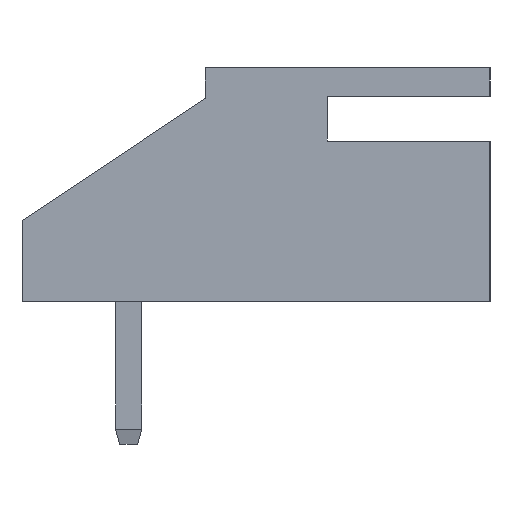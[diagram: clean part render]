
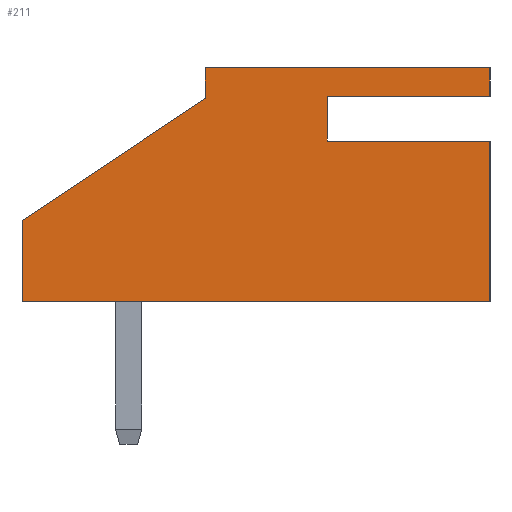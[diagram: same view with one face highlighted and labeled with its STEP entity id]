
A CAD part, left-side view. The second image highlights one B-rep face of the part: STEP entity #211.
In plain terms, the highlighted planar face has unit normal (-1, 0, 0).
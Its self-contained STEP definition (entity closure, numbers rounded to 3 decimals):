
#211=ADVANCED_FACE('',(#2166),#2168,.T.);
#2166=FACE_BOUND('',#2167,.T.);
#2167=EDGE_LOOP('',(#3750,#3751,#3752,#3753,#3754,#3755,#3756,#3757,#3758,#3759));
#2168=PLANE('',#2169);
#2169=AXIS2_PLACEMENT_3D('',#2170,#2171,#2172);
#2170=CARTESIAN_POINT('',(-2.5,0.,0.));
#2171=DIRECTION('',(-1.,0.,0.));
#2172=DIRECTION('',(0.,0.,1.));
#3750=ORIENTED_EDGE('',*,*,#4820,.T.);
#3751=ORIENTED_EDGE('',*,*,#4747,.T.);
#3752=ORIENTED_EDGE('',*,*,#4819,.T.);
#3753=ORIENTED_EDGE('',*,*,#4798,.T.);
#3754=ORIENTED_EDGE('',*,*,#4821,.T.);
#3755=ORIENTED_EDGE('',*,*,#4822,.T.);
#3756=ORIENTED_EDGE('',*,*,#4823,.T.);
#3757=ORIENTED_EDGE('',*,*,#4824,.T.);
#3758=ORIENTED_EDGE('',*,*,#4825,.T.);
#3759=ORIENTED_EDGE('',*,*,#4826,.T.);
#4747=EDGE_CURVE('',#5316,#5314,#5317,.F.);
#4798=EDGE_CURVE('',#5415,#5413,#5416,.T.);
#4819=EDGE_CURVE('',#5314,#5415,#5444,.T.);
#4820=EDGE_CURVE('',#5445,#5316,#5446,.F.);
#4821=EDGE_CURVE('',#5413,#5447,#5448,.T.);
#4822=EDGE_CURVE('',#5447,#5449,#5450,.T.);
#4823=EDGE_CURVE('',#5449,#5451,#5452,.T.);
#4824=EDGE_CURVE('',#5451,#5453,#5454,.T.);
#4825=EDGE_CURVE('',#5453,#5455,#5456,.T.);
#4826=EDGE_CURVE('',#5455,#5445,#5457,.F.);
#5314=VERTEX_POINT('',#6245);
#5316=VERTEX_POINT('',#6249);
#5317=LINE('',#6250,#6251);
#5413=VERTEX_POINT('',#6447);
#5415=VERTEX_POINT('',#6451);
#5416=LINE('',#6452,#6453);
#5444=LINE('',#6523,#6524);
#5445=VERTEX_POINT('',#6526);
#5446=LINE('',#6527,#6528);
#5447=VERTEX_POINT('',#6530);
#5448=LINE('',#6531,#6532);
#5449=VERTEX_POINT('',#6534);
#5450=LINE('',#6535,#6536);
#5451=VERTEX_POINT('',#6538);
#5452=LINE('',#6539,#6540);
#5453=VERTEX_POINT('',#6542);
#5454=LINE('',#6543,#6544);
#5455=VERTEX_POINT('',#6546);
#5456=LINE('',#6547,#6548);
#5457=LINE('',#6550,#6551);
#6245=CARTESIAN_POINT('',(-2.5,-8.88,5.05));
#6249=CARTESIAN_POINT('',(-2.5,-4.88,5.05));
#6250=CARTESIAN_POINT('',(-2.5,-8.88,5.05));
#6251=VECTOR('',#6252,1.);
#6252=DIRECTION('',(0.,1.,0.));
#6447=CARTESIAN_POINT('',(-2.5,-1.88,5.75));
#6451=CARTESIAN_POINT('',(-2.5,-8.88,5.75));
#6452=CARTESIAN_POINT('',(-2.5,-8.88,5.75));
#6453=VECTOR('',#6454,1.);
#6454=DIRECTION('',(0.,1.,0.));
#6523=CARTESIAN_POINT('',(-2.5,-8.88,5.05));
#6524=VECTOR('',#6525,1.);
#6525=DIRECTION('',(0.,0.,1.));
#6526=CARTESIAN_POINT('',(-2.5,-4.88,3.95));
#6527=CARTESIAN_POINT('',(-2.5,-4.88,5.05));
#6528=VECTOR('',#6529,1.);
#6529=DIRECTION('',(0.,0.,-1.));
#6530=CARTESIAN_POINT('',(-2.5,-1.88,5.));
#6531=CARTESIAN_POINT('',(-2.5,-1.88,5.75));
#6532=VECTOR('',#6533,1.);
#6533=DIRECTION('',(0.,0.,-1.));
#6534=CARTESIAN_POINT('',(-2.5,2.62,2.));
#6535=CARTESIAN_POINT('',(-2.5,-1.88,5.));
#6536=VECTOR('',#6537,1.);
#6537=DIRECTION('',(0.,0.832,-0.555));
#6538=CARTESIAN_POINT('',(-2.5,2.62,0.));
#6539=CARTESIAN_POINT('',(-2.5,2.62,2.));
#6540=VECTOR('',#6541,1.);
#6541=DIRECTION('',(0.,0.,-1.));
#6542=CARTESIAN_POINT('',(-2.5,-8.88,0.));
#6543=CARTESIAN_POINT('',(-2.5,2.62,0.));
#6544=VECTOR('',#6545,1.);
#6545=DIRECTION('',(0.,-1.,0.));
#6546=CARTESIAN_POINT('',(-2.5,-8.88,3.95));
#6547=CARTESIAN_POINT('',(-2.5,-8.88,0.));
#6548=VECTOR('',#6549,1.);
#6549=DIRECTION('',(0.,0.,1.));
#6550=CARTESIAN_POINT('',(-2.5,-4.88,3.95));
#6551=VECTOR('',#6552,1.);
#6552=DIRECTION('',(0.,-1.,0.));
